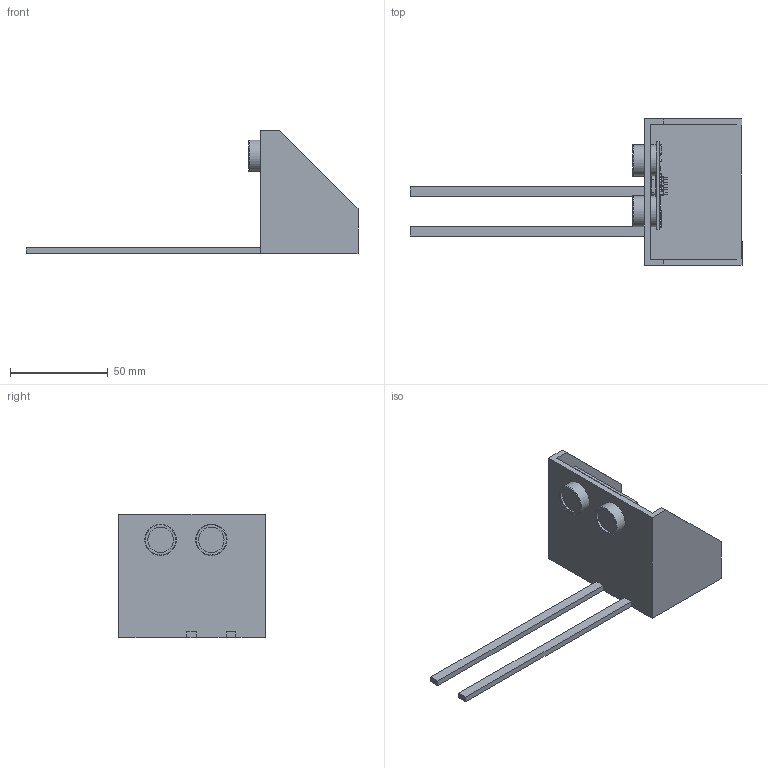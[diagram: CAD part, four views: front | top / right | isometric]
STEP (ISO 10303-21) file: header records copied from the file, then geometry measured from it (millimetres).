
FILE_DESCRIPTION(/* description */ (''),/* implementation_level */ '2;1');
FILE_NAME(/* name */ 'Halterung_Distanzsensor.stp',/* time_stamp */ '2024-11-16T23:21:49+01:00',/* author */ ('lukad'),/* organization */ (''),/* preprocessor_version */ 'ST-DEVELOPER v19.2',/* originating_system */ 'Autodesk Inventor 2023',/* authorisation */ '');
FILE_SCHEMA (('CONFIG_CONTROL_DESIGN'));
Length unit declared in the file: millimetre
Products named in the file (3): speedmeasure_figure; speedmeasure; HCSR04 Ultrasonic Sensor
Assembly tree (2 placements, depth 2):
  speedmeasure_figure
    speedmeasure
    HCSR04 Ultrasonic Sensor
Bounding box: 170 x 75 x 63 mm (x, y, z)
Volume: 45523.9 mm3; surface area: 33613.1 mm2
Topology: 5 solids, 5 shells, 958 faces, 2841 edges, 1917 vertices
Faces by surface type: plane 732, cylinder 200, bspline 16, cone 6, torus 4
Full cylindrical faces by diameter (mm): 1.5 x4, 13 x2, 16 x2, 16.1 x2
Entity records: 35660 total; most frequent: CARTESIAN_POINT 8554, ORIENTED_EDGE 5682, DIRECTION 5007, EDGE_CURVE 2841, LINE 2273, VECTOR 2273, VERTEX_POINT 1917, AXIS2_PLACEMENT_3D 1367
